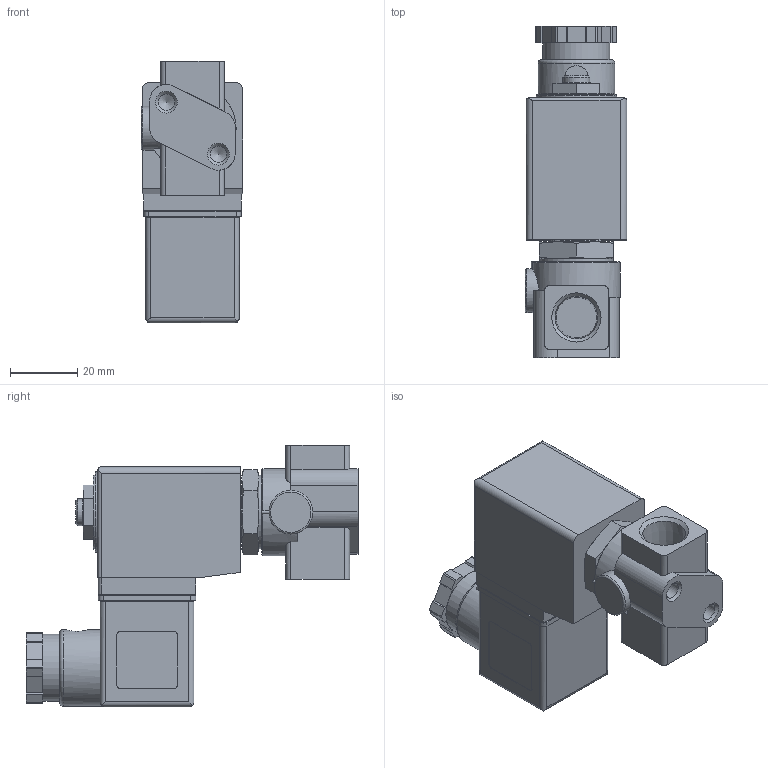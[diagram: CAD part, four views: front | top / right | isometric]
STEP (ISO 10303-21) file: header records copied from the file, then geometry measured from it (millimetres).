
FILE_DESCRIPTION(/* description */ ('STEP AP214'),/* implementation_level */ '2;1');
FILE_NAME(/* name */ '1492045_VZWD-L-M22C-M-N14-40-V-3AP4-8',/* time_stamp */ '2024-09-18T05:42:17+02:00',/* author */ ('License CC BY-ND 4.0'),/* organization */ ('CADENAS'),/* preprocessor_version */ 'ST-DEVELOPER v19.3',/* originating_system */ 'PARTsolutions',/* authorisation */ ' ');
FILE_SCHEMA (('AUTOMOTIVE_DESIGN {1 0 10303 214 3 1 1}'));
Length unit declared in the file: millimetre
Products named in the file (4): 1492045 VZWD-L-M22C-M-N14-40-V-3AP4-8; 1001802 VZWD-L-M22C-M-N14-40-V-3AP4-8---(Geh); 1002002 VACN-HP-A1-3A; 1532099 VACS-P4
Assembly tree (3 placements, depth 2):
  1492045 VZWD-L-M22C-M-N14-40-V-3AP4-8
    1001802 VZWD-L-M22C-M-N14-40-V-3AP4-8---(Geh)
    1002002 VACN-HP-A1-3A
    1532099 VACS-P4
Bounding box: 30.25 x 98.87 x 78 mm (x, y, z)
Volume: 98563.6 mm3; surface area: 28657.7 mm2
Topology: 3 solids, 3 shells, 344 faces, 867 edges, 564 vertices
Faces by surface type: plane 220, cylinder 88, cone 26, torus 10
Full cylindrical faces by diameter (mm): 0.9 x2, 2.12 x1, 2.459 x1, 3 x1, 4.917 x2, 7 x1, 7.2 x2, 8 x1, 8.4 x1, 10 x1, 10.1 x1, 11 x1, 13 x1, 13.245 x1, 14.4 x1, 14.65 x1, 18 x1, 20 x1, 20.2 x2, 21.9 x1, 22 x1, 22.8 x1, 24 x1
Entity records: 10633 total; most frequent: CARTESIAN_POINT 1898, DIRECTION 1682, ORIENTED_EDGE 1624, EDGE_CURVE 812, AXIS2_PLACEMENT_3D 572, VERTEX_POINT 557, LINE 538, VECTOR 538
